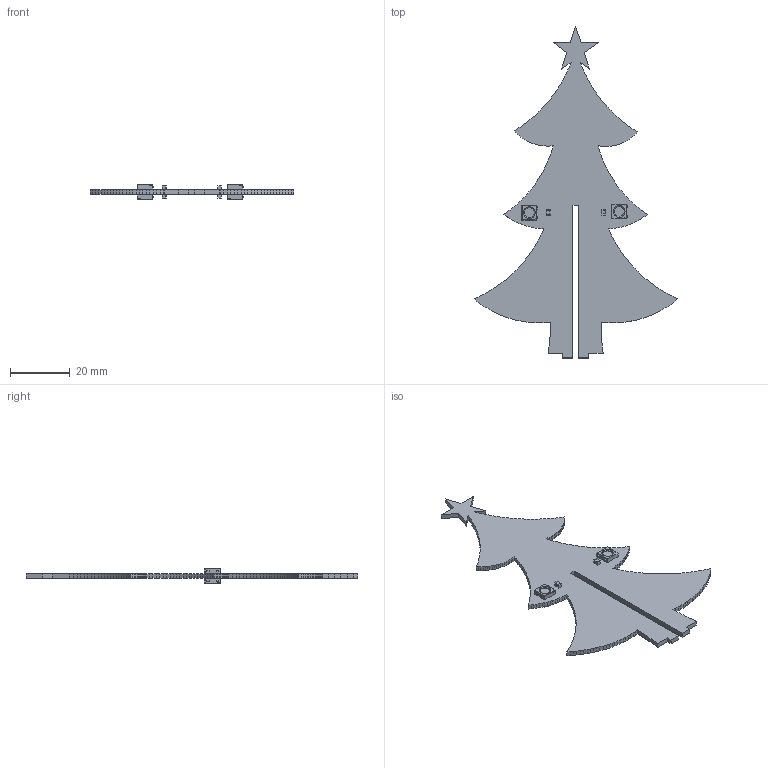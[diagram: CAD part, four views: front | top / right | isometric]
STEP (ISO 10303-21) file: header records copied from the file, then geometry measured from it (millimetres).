
FILE_DESCRIPTION(('KiCad electronic assembly'),'2;1');
FILE_NAME('Arbolito Tronco 2.step','2023-11-12T23:00:38',('Pcbnew'),( 'Kicad'),'Open CASCADE STEP processor 7.6','KiCad to STEP converter' ,'Unknown');
FILE_SCHEMA(('AUTOMOTIVE_DESIGN { 1 0 10303 214 1 1 1 1 }'));
Length unit declared in the file: millimetre
Products named in the file (6): Arbolito Tronco 2 1; C_0805_2012Metric; SOLID; LED_WS2812B_PLCC4_5.0x5.0mm_P3.2mm; PCB
Assembly tree (11 placements, depth 3):
  Arbolito Tronco 2 1
    C_0805_2012Metric  x4
      SOLID
    LED_WS2812B_PLCC4_5.0x5.0mm_P3.2mm  x4
      SOLID
    PCB
Bounding box: 68.16 x 111.05 x 4.9 mm (x, y, z)
Volume: 4813.4 mm3; surface area: 7045.1 mm2
Topology: 9 solids, 9 shells, 674 faces, 1956 edges, 1296 vertices
Faces by surface type: plane 534, cylinder 136, cone 4
Full cylindrical faces by diameter (mm): 3.333 x4
Entity records: 28582 total; most frequent: CARTESIAN_POINT 4979, DIRECTION 4232, LINE 3279, VECTOR 3279, ORIENTED_EDGE 2274, PCURVE 2274, DEFINITIONAL_REPRESENTATION 2274, EDGE_CURVE 1137
